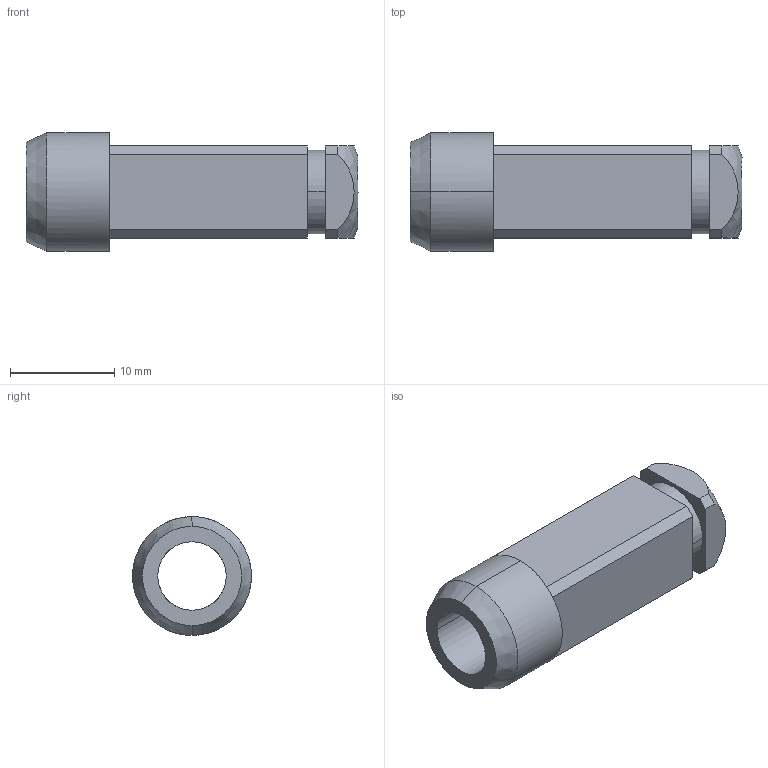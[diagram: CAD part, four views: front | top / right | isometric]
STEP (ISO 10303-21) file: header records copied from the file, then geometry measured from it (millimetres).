
FILE_DESCRIPTION (( 'STEP AP214' ), '1' );
FILE_NAME ('Handle Insert.STEP', '2017-10-01T05:42:54', ( '' ), ( '' ), 'SwSTEP 2.0', 'SolidWorks 2017', '' );
FILE_SCHEMA (( 'AUTOMOTIVE_DESIGN' ));
Length unit declared in the file: millimetre
Products named in the file (1): Handle Insert
Bounding box: 31.86 x 11.4 x 11.4 mm (x, y, z)
Volume: 1465 mm3; surface area: 1860.1 mm2
Topology: 1 solids, 1 shells, 29 faces, 70 edges, 46 vertices
Faces by surface type: plane 20, cylinder 6, cone 2, bspline 1
Entity records: 1208 total; most frequent: CARTESIAN_POINT 487, ORIENTED_EDGE 140, DIRECTION 137, EDGE_CURVE 70, LINE 51, VECTOR 51, VERTEX_POINT 46, AXIS2_PLACEMENT_3D 43
